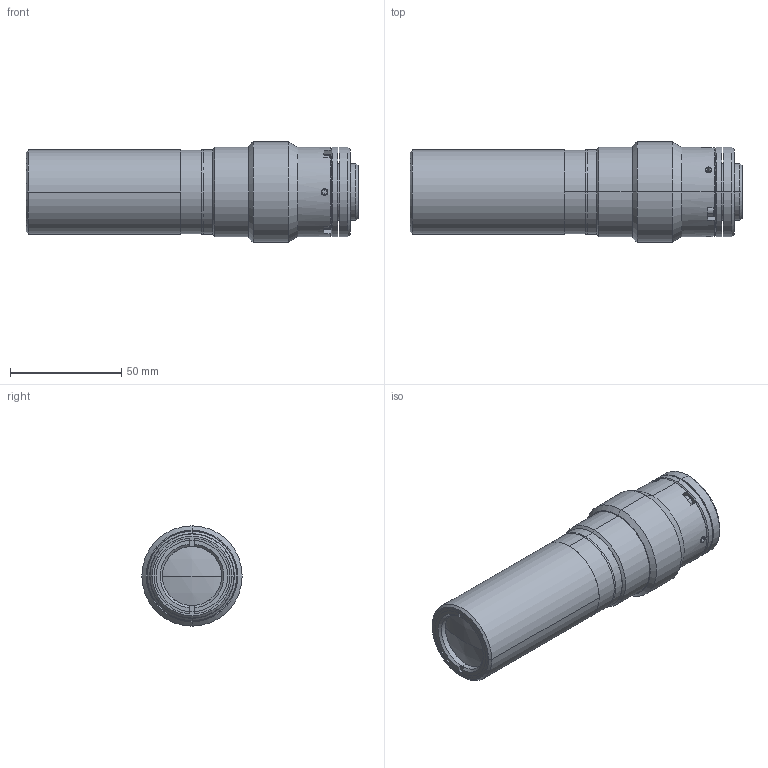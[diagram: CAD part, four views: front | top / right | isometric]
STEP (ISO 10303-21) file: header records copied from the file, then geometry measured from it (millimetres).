
FILE_DESCRIPTION (( 'STEP AP203' ), '1' );
FILE_NAME ('DP71384_TC2MHR016-C.step', '2021-10-01T12:15:33', ( '' ), ( '' ), 'SwSTEP 2.0', 'SolidWorks 2021', '' );
FILE_SCHEMA (( 'CONFIG_CONTROL_DESIGN' ));
Length unit declared in the file: millimetre
Products named in the file (1): DP71384_TC2MHR016-C
Bounding box: 148.94 x 45 x 45 mm (x, y, z)
Surface area: 28663.8 mm2 (no closed solid volume)
Topology: 0 solids, 15 shells, 126 faces, 343 edges, 232 vertices
Faces by surface type: plane 52, cylinder 38, cone 28, torus 6, sphere 2
Entity records: 4286 total; most frequent: CARTESIAN_POINT 972, DIRECTION 733, ORIENTED_EDGE 570, EDGE_CURVE 343, AXIS2_PLACEMENT_3D 291, VERTEX_POINT 232, CIRCLE 164, EDGE_LOOP 152
